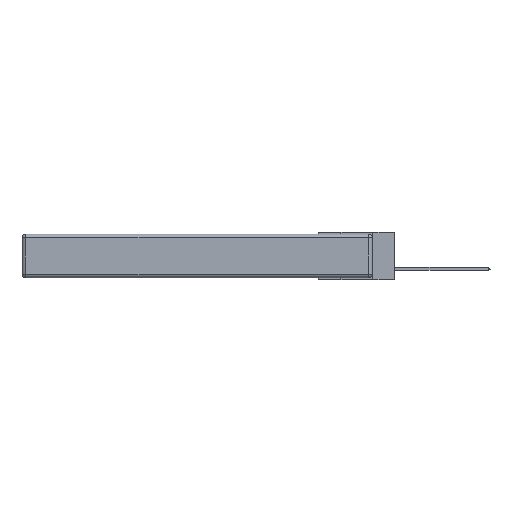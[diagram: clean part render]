
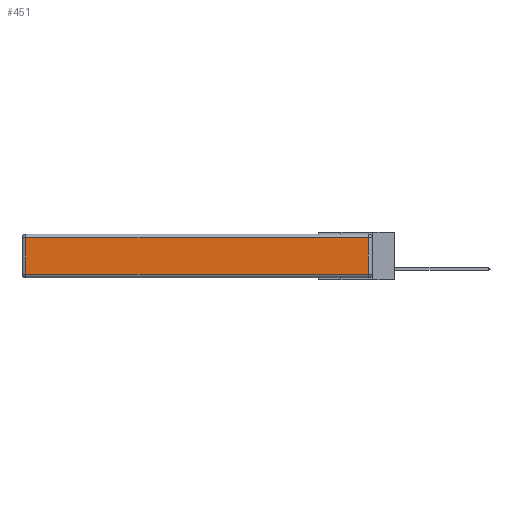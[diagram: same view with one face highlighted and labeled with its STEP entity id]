
A CAD part, left-side view. The second image highlights one B-rep face of the part: STEP entity #451.
In plain terms, the highlighted planar face has unit normal (-1, 0, 0).
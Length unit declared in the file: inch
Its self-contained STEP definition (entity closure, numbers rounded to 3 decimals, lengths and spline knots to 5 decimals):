
#451 = ADVANCED_FACE ( 'NONE', ( #6641 ), #11984, .T. ) ;
#663 = LINE ( 'NONE', #11128, #8070 ) ;
#695 = LINE ( 'NONE', #5937, #5046 ) ;
#1096 = CARTESIAN_POINT ( 'NONE',  ( 0., 2.72, -0.03 ) ) ;
#1634 = EDGE_CURVE ( 'NONE', #4974, #3748, #663, .T. ) ;
#2220 = CARTESIAN_POINT ( 'NONE',  ( 0., 0.03, -0.03 ) ) ;
#2268 = DIRECTION ( 'NONE',  ( 0., 0., 1. ) ) ;
#2272 = CARTESIAN_POINT ( 'NONE',  ( 0., 2.72, -0.343 ) ) ;
#2351 = VERTEX_POINT ( 'NONE', #1096 ) ;
#2377 = CARTESIAN_POINT ( 'NONE',  ( 0., 2.72, -0.313 ) ) ;
#2724 = ORIENTED_EDGE ( 'NONE', *, *, #5481, .T. ) ;
#2852 = DIRECTION ( 'NONE',  ( 0., 1., 0. ) ) ;
#3057 = CARTESIAN_POINT ( 'NONE',  ( 0., 0.03, -0.313 ) ) ;
#3255 = CARTESIAN_POINT ( 'NONE',  ( 0., 0.03, -0.343 ) ) ;
#3387 = DIRECTION ( 'NONE',  ( 0., 0., -1. ) ) ;
#3563 = VECTOR ( 'NONE', #3387, 39.37008 ) ;
#3574 = ORIENTED_EDGE ( 'NONE', *, *, #1634, .T. ) ;
#3748 = VERTEX_POINT ( 'NONE', #3057 ) ;
#3750 = DIRECTION ( 'NONE',  ( -1., 0., 0. ) ) ;
#3793 = CARTESIAN_POINT ( 'NONE',  ( 0., 0., -0.343 ) ) ;
#4523 = LINE ( 'NONE', #3255, #12543 ) ;
#4565 = ORIENTED_EDGE ( 'NONE', *, *, #6559, .T. ) ;
#4974 = VERTEX_POINT ( 'NONE', #2377 ) ;
#5001 = DIRECTION ( 'NONE',  ( 0., -1., 0. ) ) ;
#5046 = VECTOR ( 'NONE', #2852, 39.37008 ) ;
#5481 = EDGE_CURVE ( 'NONE', #6551, #2351, #695, .T. ) ;
#5731 = DIRECTION ( 'NONE',  ( 0., 0., 1. ) ) ;
#5937 = CARTESIAN_POINT ( 'NONE',  ( 0., 2.75, -0.03 ) ) ;
#6551 = VERTEX_POINT ( 'NONE', #2220 ) ;
#6559 = EDGE_CURVE ( 'NONE', #3748, #6551, #4523, .T. ) ;
#6641 = FACE_OUTER_BOUND ( 'NONE', #8640, .T. ) ;
#6838 = EDGE_CURVE ( 'NONE', #2351, #4974, #7725, .T. ) ;
#7725 = LINE ( 'NONE', #2272, #3563 ) ;
#8070 = VECTOR ( 'NONE', #5001, 39.37008 ) ;
#8577 = ORIENTED_EDGE ( 'NONE', *, *, #6838, .T. ) ;
#8640 = EDGE_LOOP ( 'NONE', ( #3574, #4565, #2724, #8577 ) ) ;
#8998 = AXIS2_PLACEMENT_3D ( 'NONE', #3793, #3750, #5731 ) ;
#11128 = CARTESIAN_POINT ( 'NONE',  ( 0., 0., -0.313 ) ) ;
#11984 = PLANE ( 'NONE',  #8998 ) ;
#12543 = VECTOR ( 'NONE', #2268, 39.37008 ) ;
